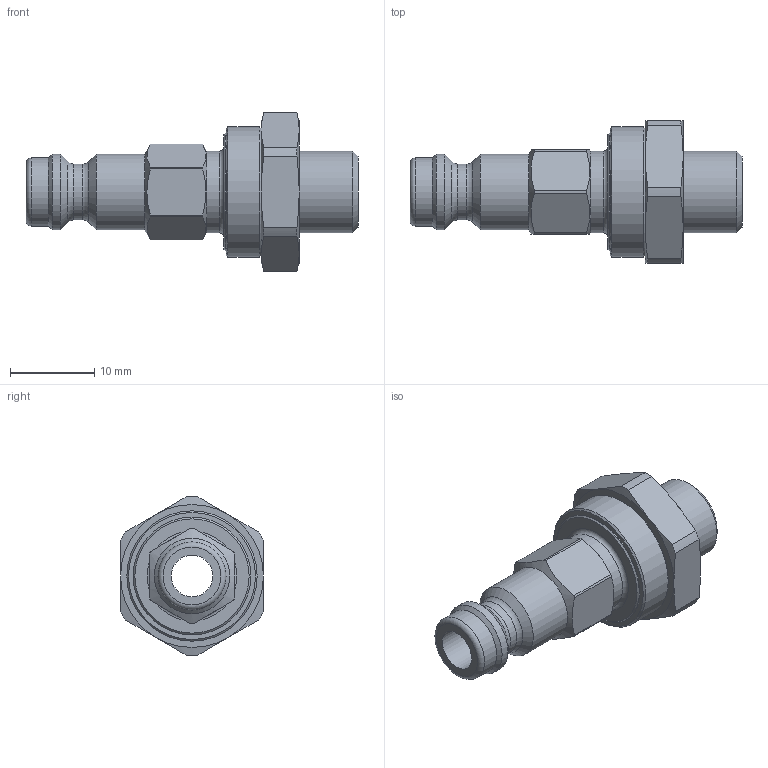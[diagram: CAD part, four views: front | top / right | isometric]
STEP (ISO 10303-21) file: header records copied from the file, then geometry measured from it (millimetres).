
FILE_DESCRIPTION(/* description */ ('21SFAW10MXX6-42274'),/* implementation_level */ '2;1');
FILE_NAME(/* name */ '21sfaw10mxn6.stp',/* time_stamp */ '2024-02-29T08:01:22+01:00',/* author */ ('IA176480'),/* organization */ (''),/* preprocessor_version */ 'ST-DEVELOPER v18.1',/* originating_system */ 'Autodesk Inventor 2020',/* authorisation */ '');
FILE_SCHEMA (('AUTOMOTIVE_DESIGN { 1 0 10303 214 3 1 1 }'));
Length unit declared in the file: millimetre
Products named in the file (3): D110186; D110094; D104771
Assembly tree (2 placements, depth 2):
  D110186
    D110094
    D104771
Bounding box: 39.5 x 17 x 19 mm (x, y, z)
Volume: 3229.9 mm3; surface area: 2852.7 mm2
Topology: 2 solids, 2 shells, 69 faces, 188 edges, 126 vertices
Faces by surface type: cone 23, cylinder 23, plane 19, torus 4
Full cylindrical faces by diameter (mm): 4.95 x1, 6.65 x1, 8.1 x1, 9 x2, 9.7 x1, 9.728 x1, 13.85 x1, 14 x1, 14.05 x1, 15.5 x1
Entity records: 2326 total; most frequent: CARTESIAN_POINT 464, DIRECTION 402, ORIENTED_EDGE 376, EDGE_CURVE 188, AXIS2_PLACEMENT_3D 178, VERTEX_POINT 126, CIRCLE 104, EDGE_LOOP 76
